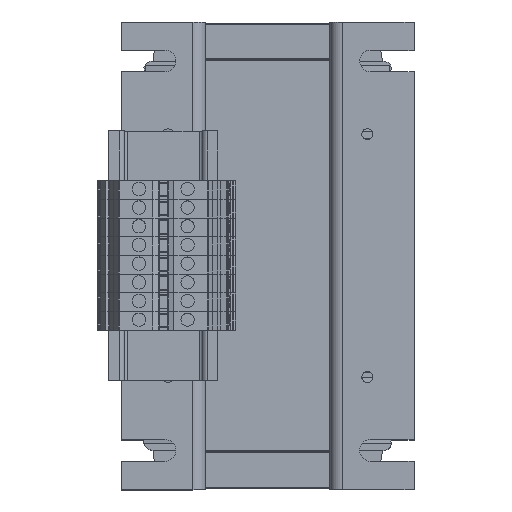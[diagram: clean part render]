
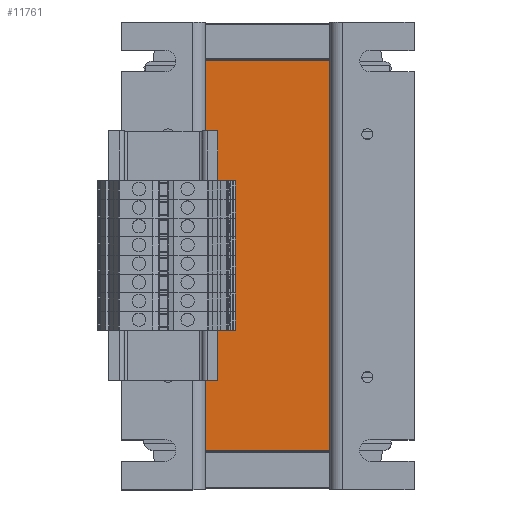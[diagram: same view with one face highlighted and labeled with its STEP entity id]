
A CAD part, top view. The second image highlights one B-rep face of the part: STEP entity #11761.
In plain terms, the highlighted face is planar.
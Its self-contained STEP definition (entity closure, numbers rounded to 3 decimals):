
#726=FACE_OUTER_BOUND('',#1360,.T.);
#1360=EDGE_LOOP('',(#9076,#9077,#9078,#9079));
#2388=LINE('',#18203,#3698);
#2393=LINE('',#18214,#3703);
#2395=LINE('',#18217,#3705);
#2396=LINE('',#18218,#3706);
#3698=VECTOR('',#14731,10.);
#3703=VECTOR('',#14740,10.);
#3705=VECTOR('',#14744,10.);
#3706=VECTOR('',#14745,10.);
#5208=VERTEX_POINT('',#18196);
#5211=VERTEX_POINT('',#18201);
#5214=VERTEX_POINT('',#18211);
#5215=VERTEX_POINT('',#18213);
#6618=EDGE_CURVE('',#5211,#5208,#2388,.T.);
#6623=EDGE_CURVE('',#5215,#5214,#2393,.T.);
#6625=EDGE_CURVE('',#5214,#5208,#2395,.T.);
#6626=EDGE_CURVE('',#5211,#5215,#2396,.T.);
#9076=ORIENTED_EDGE('',*,*,#6625,.T.);
#9077=ORIENTED_EDGE('',*,*,#6618,.F.);
#9078=ORIENTED_EDGE('',*,*,#6626,.T.);
#9079=ORIENTED_EDGE('',*,*,#6623,.T.);
#11273=PLANE('',#12663);
#11761=ADVANCED_FACE('',(#726),#11273,.T.);
#12663=AXIS2_PLACEMENT_3D('',#18216,#14742,#14743);
#14731=DIRECTION('',(0.,0.,1.));
#14740=DIRECTION('',(0.,0.,1.));
#14742=DIRECTION('center_axis',(0.,-1.,0.));
#14743=DIRECTION('ref_axis',(0.,0.,-1.));
#14744=DIRECTION('',(-1.,0.,0.));
#14745=DIRECTION('',(1.,0.,0.));
#18196=CARTESIAN_POINT('',(0.,0.,40.));
#18201=CARTESIAN_POINT('',(0.,0.,0.));
#18203=CARTESIAN_POINT('',(0.,0.,0.));
#18211=CARTESIAN_POINT('',(125.,0.,40.));
#18213=CARTESIAN_POINT('',(125.,0.,0.));
#18214=CARTESIAN_POINT('',(125.,0.,0.));
#18216=CARTESIAN_POINT('Origin',(125.,0.,0.));
#18217=CARTESIAN_POINT('',(0.,0.,40.));
#18218=CARTESIAN_POINT('',(0.,0.,0.));
